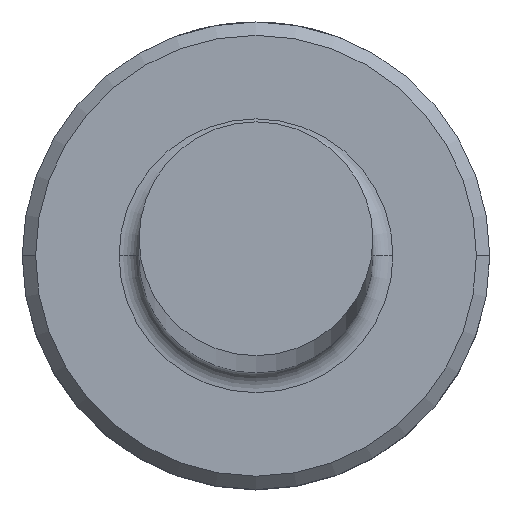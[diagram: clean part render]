
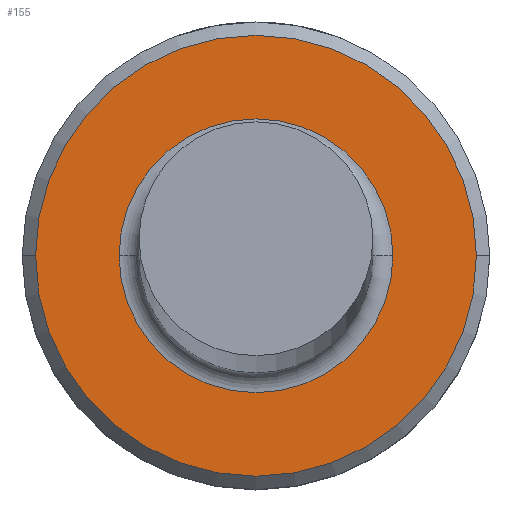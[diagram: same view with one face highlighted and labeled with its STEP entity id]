
A CAD part, top view. The second image highlights one B-rep face of the part: STEP entity #155.
In plain terms, the highlighted planar face has unit normal (0, 0, 1).
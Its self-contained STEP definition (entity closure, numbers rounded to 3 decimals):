
#48 = DIRECTION ( 'NONE',  ( 0., 0., 1. ) ) ;
#57 = CARTESIAN_POINT ( 'NONE',  ( 0., 0., 4. ) ) ;
#127 = CIRCLE ( 'NONE', #556, 2.05 ) ;
#151 = CARTESIAN_POINT ( 'NONE',  ( 2.05, 0., 4. ) ) ;
#155 = ADVANCED_FACE ( 'NONE', ( #1075, #587 ), #589, .T. ) ;
#174 = ORIENTED_EDGE ( 'NONE', *, *, #753, .T. ) ;
#182 = EDGE_CURVE ( 'NONE', #784, #372, #127, .T. ) ;
#213 = DIRECTION ( 'NONE',  ( -1., 0., 0. ) ) ;
#219 = DIRECTION ( 'NONE',  ( 0., 0., -1. ) ) ;
#227 = CIRCLE ( 'NONE', #549, 3.3 ) ;
#245 = CIRCLE ( 'NONE', #822, 2.05 ) ;
#303 = DIRECTION ( 'NONE',  ( 0., 0., 1. ) ) ;
#308 = CARTESIAN_POINT ( 'NONE',  ( 0., 0., 4. ) ) ;
#311 = CARTESIAN_POINT ( 'NONE',  ( 0., 0., 4. ) ) ;
#317 = ORIENTED_EDGE ( 'NONE', *, *, #182, .T. ) ;
#363 = EDGE_CURVE ( 'NONE', #369, #599, #227, .T. ) ;
#369 = VERTEX_POINT ( 'NONE', #522 ) ;
#372 = VERTEX_POINT ( 'NONE', #151 ) ;
#386 = DIRECTION ( 'NONE',  ( 0., 0., -1. ) ) ;
#404 = DIRECTION ( 'NONE',  ( 1., 0., 0. ) ) ;
#482 = EDGE_LOOP ( 'NONE', ( #317, #174 ) ) ;
#522 = CARTESIAN_POINT ( 'NONE',  ( 3.3, 0., 4. ) ) ;
#549 = AXIS2_PLACEMENT_3D ( 'NONE', #57, #48, #940 ) ;
#556 = AXIS2_PLACEMENT_3D ( 'NONE', #308, #219, #213 ) ;
#580 = DIRECTION ( 'NONE',  ( 1., 0., 0. ) ) ;
#587 = FACE_BOUND ( 'NONE', #482, .T. ) ;
#589 = PLANE ( 'NONE',  #909 ) ;
#599 = VERTEX_POINT ( 'NONE', #895 ) ;
#671 = CARTESIAN_POINT ( 'NONE',  ( 0., 0., 4. ) ) ;
#753 = EDGE_CURVE ( 'NONE', #372, #784, #245, .T. ) ;
#784 = VERTEX_POINT ( 'NONE', #1002 ) ;
#813 = ORIENTED_EDGE ( 'NONE', *, *, #363, .T. ) ;
#822 = AXIS2_PLACEMENT_3D ( 'NONE', #907, #386, #997 ) ;
#886 = EDGE_CURVE ( 'NONE', #599, #369, #999, .T. ) ;
#895 = CARTESIAN_POINT ( 'NONE',  ( -3.3, 0., 4. ) ) ;
#907 = CARTESIAN_POINT ( 'NONE',  ( 0., 0., 4. ) ) ;
#909 = AXIS2_PLACEMENT_3D ( 'NONE', #671, #303, #580 ) ;
#936 = DIRECTION ( 'NONE',  ( 0., 0., 1. ) ) ;
#940 = DIRECTION ( 'NONE',  ( 1., 0., 0. ) ) ;
#997 = DIRECTION ( 'NONE',  ( -1., 0., 0. ) ) ;
#999 = CIRCLE ( 'NONE', #1149, 3.3 ) ;
#1002 = CARTESIAN_POINT ( 'NONE',  ( -2.05, 0., 4. ) ) ;
#1006 = EDGE_LOOP ( 'NONE', ( #1059, #813 ) ) ;
#1059 = ORIENTED_EDGE ( 'NONE', *, *, #886, .T. ) ;
#1075 = FACE_OUTER_BOUND ( 'NONE', #1006, .T. ) ;
#1149 = AXIS2_PLACEMENT_3D ( 'NONE', #311, #936, #404 ) ;
